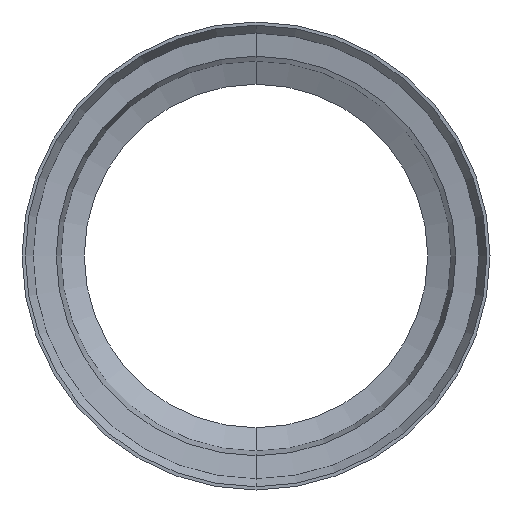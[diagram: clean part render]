
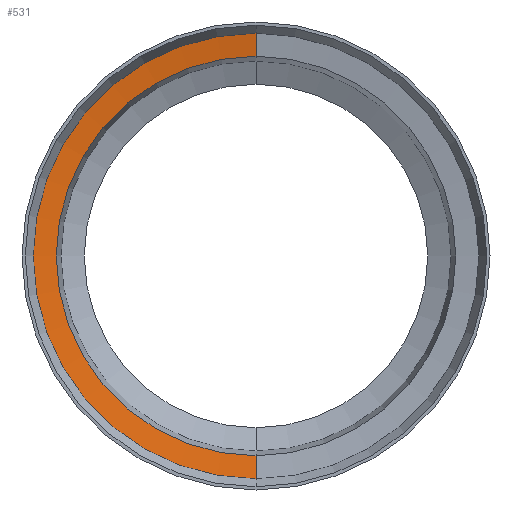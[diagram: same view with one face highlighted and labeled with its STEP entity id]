
A CAD part, front view. The second image highlights one B-rep face of the part: STEP entity #531.
In plain terms, the highlighted conical face has half-angle 81.871 degrees and reference radius 30.986 mm.
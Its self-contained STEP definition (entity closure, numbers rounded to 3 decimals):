
#20 = CARTESIAN_POINT ( 'NONE',  ( 0., 3.876, 0. ) ) ;
#27 = VERTEX_POINT ( 'NONE', #762 ) ;
#71 = CARTESIAN_POINT ( 'NONE',  ( 0., 3.876, -30.986 ) ) ;
#82 = AXIS2_PLACEMENT_3D ( 'NONE', #818, #484, #238 ) ;
#181 = VERTEX_POINT ( 'NONE', #976 ) ;
#215 = CARTESIAN_POINT ( 'NONE',  ( 0., 3.42, -34.177 ) ) ;
#238 = DIRECTION ( 'NONE',  ( 0., 0., 1. ) ) ;
#269 = DIRECTION ( 'NONE',  ( 0., 0., -1. ) ) ;
#293 = ORIENTED_EDGE ( 'NONE', *, *, #445, .F. ) ;
#301 = VECTOR ( 'NONE', #1000, 1000. ) ;
#342 = AXIS2_PLACEMENT_3D ( 'NONE', #690, #670, #863 ) ;
#411 = LINE ( 'NONE', #997, #301 ) ;
#445 = EDGE_CURVE ( 'NONE', #1029, #181, #1043, .T. ) ;
#473 = ORIENTED_EDGE ( 'NONE', *, *, #728, .T. ) ;
#477 = EDGE_LOOP ( 'NONE', ( #545, #473, #293, #1102 ) ) ;
#484 = DIRECTION ( 'NONE',  ( 0., 1., 0. ) ) ;
#531 = ADVANCED_FACE ( 'NONE', ( #717 ), #734, .F. ) ;
#545 = ORIENTED_EDGE ( 'NONE', *, *, #749, .T. ) ;
#574 = AXIS2_PLACEMENT_3D ( 'NONE', #20, #955, #269 ) ;
#605 = DIRECTION ( 'NONE',  ( 0., -0.141, -0.99 ) ) ;
#642 = VECTOR ( 'NONE', #605, 1000. ) ;
#670 = DIRECTION ( 'NONE',  ( 0., 1., 0. ) ) ;
#690 = CARTESIAN_POINT ( 'NONE',  ( 0., 3.42, 0. ) ) ;
#717 = FACE_OUTER_BOUND ( 'NONE', #477, .T. ) ;
#728 = EDGE_CURVE ( 'NONE', #27, #181, #411, .T. ) ;
#734 = CONICAL_SURFACE ( 'NONE', #574, 30.986, 1.429 ) ;
#749 = EDGE_CURVE ( 'NONE', #855, #27, #1097, .T. ) ;
#762 = CARTESIAN_POINT ( 'NONE',  ( 0., 3.926, 30.638 ) ) ;
#818 = CARTESIAN_POINT ( 'NONE',  ( 0., 3.926, 0. ) ) ;
#855 = VERTEX_POINT ( 'NONE', #947 ) ;
#863 = DIRECTION ( 'NONE',  ( 0., 0., 1. ) ) ;
#901 = EDGE_CURVE ( 'NONE', #855, #1029, #923, .T. ) ;
#923 = LINE ( 'NONE', #71, #642 ) ;
#947 = CARTESIAN_POINT ( 'NONE',  ( 0., 3.926, -30.638 ) ) ;
#955 = DIRECTION ( 'NONE',  ( 0., -1., 0. ) ) ;
#976 = CARTESIAN_POINT ( 'NONE',  ( 0., 3.42, 34.177 ) ) ;
#997 = CARTESIAN_POINT ( 'NONE',  ( 0., 3.876, 30.986 ) ) ;
#1000 = DIRECTION ( 'NONE',  ( 0., -0.141, 0.99 ) ) ;
#1029 = VERTEX_POINT ( 'NONE', #215 ) ;
#1043 = CIRCLE ( 'NONE', #342, 34.177 ) ;
#1097 = CIRCLE ( 'NONE', #82, 30.638 ) ;
#1102 = ORIENTED_EDGE ( 'NONE', *, *, #901, .F. ) ;
